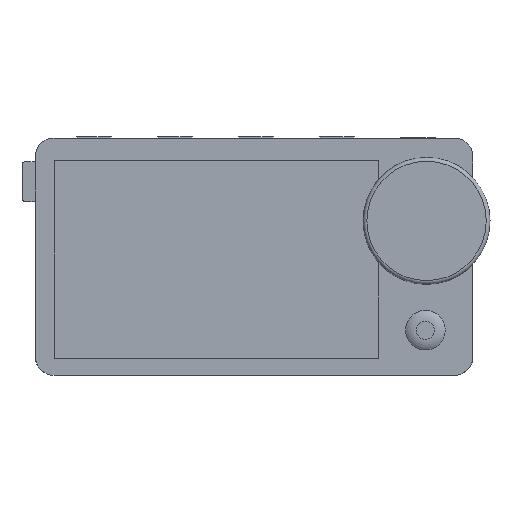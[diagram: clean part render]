
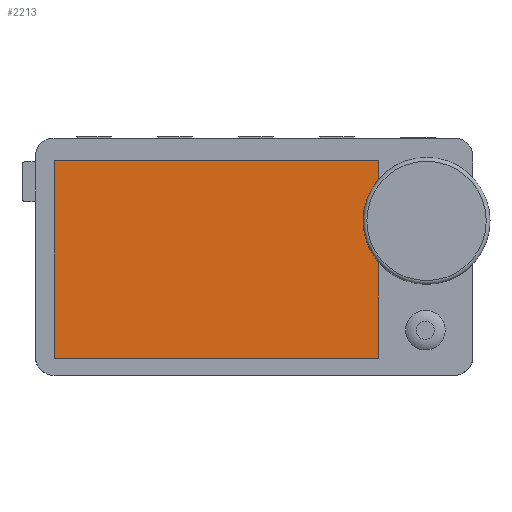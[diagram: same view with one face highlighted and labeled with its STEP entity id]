
A CAD part, front view. The second image highlights one B-rep face of the part: STEP entity #2213.
In plain terms, the highlighted planar face has unit normal (0, -1, 0).
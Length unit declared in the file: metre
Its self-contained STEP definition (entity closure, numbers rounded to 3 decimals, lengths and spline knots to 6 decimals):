
#207=CIRCLE('',#2553,0.01585);
#738=ORIENTED_EDGE('',*,*,#1123,.F.);
#739=ORIENTED_EDGE('',*,*,#1126,.F.);
#740=ORIENTED_EDGE('',*,*,#1128,.F.);
#741=ORIENTED_EDGE('',*,*,#1130,.F.);
#742=ORIENTED_EDGE('',*,*,#1132,.T.);
#743=ORIENTED_EDGE('',*,*,#1133,.T.);
#1123=EDGE_CURVE('',#1359,#1360,#1535,.T.);
#1126=EDGE_CURVE('',#1361,#1359,#207,.T.);
#1128=EDGE_CURVE('',#1362,#1361,#1539,.T.);
#1130=EDGE_CURVE('',#1363,#1362,#1541,.T.);
#1132=EDGE_CURVE('',#1363,#1364,#1543,.T.);
#1133=EDGE_CURVE('',#1364,#1360,#1544,.T.);
#1359=VERTEX_POINT('',#3854);
#1360=VERTEX_POINT('',#3856);
#1361=VERTEX_POINT('',#3860);
#1362=VERTEX_POINT('',#3864);
#1363=VERTEX_POINT('',#3868);
#1364=VERTEX_POINT('',#3872);
#1535=LINE('',#3855,#1719);
#1539=LINE('',#3865,#1723);
#1541=LINE('',#3869,#1725);
#1543=LINE('',#3873,#1727);
#1544=LINE('',#3875,#1728);
#1719=VECTOR('',#3148,1.);
#1723=VECTOR('',#3158,1.);
#1725=VECTOR('',#3162,1.);
#1727=VECTOR('',#3166,1.);
#1728=VECTOR('',#3169,1.);
#1866=EDGE_LOOP('',(#738,#739,#740,#741,#742,#743));
#2017=FACE_BOUND('',#1866,.T.);
#2103=PLANE('',#2558);
#2213=ADVANCED_FACE('',(#2017),#2103,.T.);
#2553=AXIS2_PLACEMENT_3D('',#3861,#3153,#3154);
#2558=AXIS2_PLACEMENT_3D('',#3876,#3170,#3171);
#3148=DIRECTION('',(0.,0.,-1.));
#3153=DIRECTION('',(0.,-1.,0.));
#3154=DIRECTION('',(0.,0.,-1.));
#3158=DIRECTION('',(0.,0.,-1.));
#3162=DIRECTION('',(1.,0.,0.));
#3166=DIRECTION('',(0.,0.,-1.));
#3169=DIRECTION('',(1.,0.,0.));
#3170=DIRECTION('',(0.,-1.,0.));
#3171=DIRECTION('',(-1.,0.,0.));
#3854=CARTESIAN_POINT('',(0.033125,-0.003523,0.062983));
#3855=CARTESIAN_POINT('',(0.033125,-0.003523,0.06225));
#3856=CARTESIAN_POINT('',(0.033125,-0.003523,0.036));
#3860=CARTESIAN_POINT('',(0.033125,-0.003523,0.082017));
#3861=CARTESIAN_POINT('',(0.0458,-0.003523,0.0725));
#3864=CARTESIAN_POINT('',(0.033125,-0.003523,0.0885));
#3865=CARTESIAN_POINT('',(0.033125,-0.003523,0.06225));
#3868=CARTESIAN_POINT('',(-0.053125,-0.003523,0.0885));
#3869=CARTESIAN_POINT('',(-0.01,-0.003523,0.0885));
#3872=CARTESIAN_POINT('',(-0.053125,-0.003523,0.036));
#3873=CARTESIAN_POINT('',(-0.053125,-0.003523,0.06225));
#3875=CARTESIAN_POINT('',(-0.01,-0.003523,0.036));
#3876=CARTESIAN_POINT('',(0.,-0.003523,0.063));
